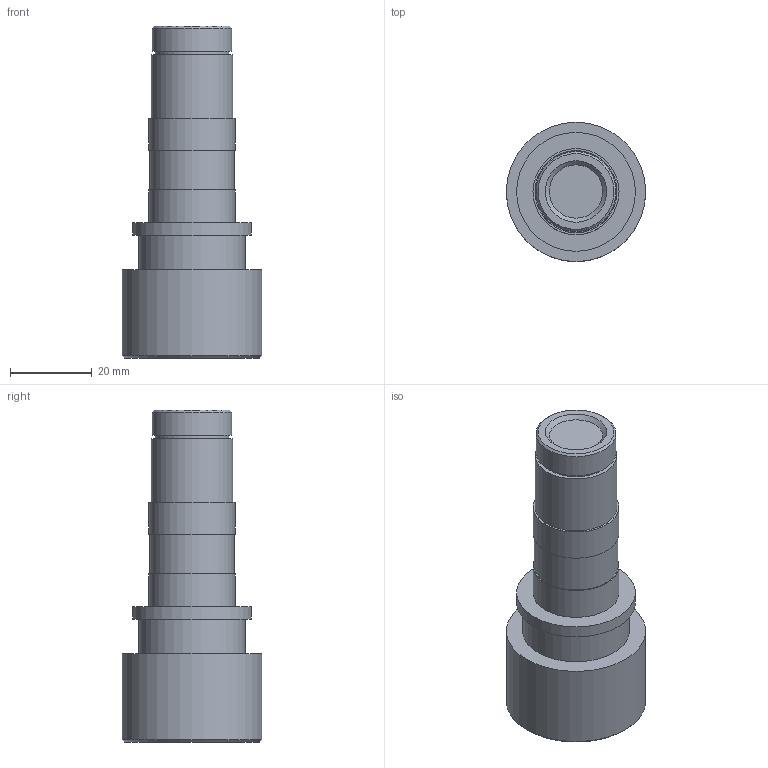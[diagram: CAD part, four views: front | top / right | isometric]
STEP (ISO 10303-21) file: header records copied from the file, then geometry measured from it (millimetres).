
FILE_DESCRIPTION((''),'2;1');
FILE_NAME('Telezentrisches Mikroskopobjektiv 3x_3D-Modell.stp','2010-07-02T09:58:58',('REGENSPURG'),(''),'Autodesk Inventor 2010','Autodesk Inventor 2010','');
FILE_SCHEMA(('AUTOMOTIVE_DESIGN { 1 0 10303 214 1 1 1 1 }'));
Length unit declared in the file: millimetre
Products named in the file (1): Telezentrisches_Mikroskopobjektiv_3x_3D_Modell_V
Bounding box: 34 x 34 x 81 mm (x, y, z)
Volume: 41086.9 mm3; surface area: 8712.6 mm2
Topology: 1 solids, 1 shells, 36 faces, 69 edges, 46 vertices
Faces by surface type: plane 21, cylinder 12, cone 3
Full cylindrical faces by diameter (mm): 18 x1, 19.5 x1, 20 x1, 20.5 x1, 21 x3, 24 x1, 24.1 x1, 26 x1, 29 x1, 34 x1
Entity records: 899 total; most frequent: DIRECTION 158, CARTESIAN_POINT 129, ORIENTED_EDGE 100, AXIS2_PLACEMENT_3D 71, EDGE_LOOP 62, EDGE_CURVE 50, VERTEX_POINT 42, STYLED_ITEM 37
